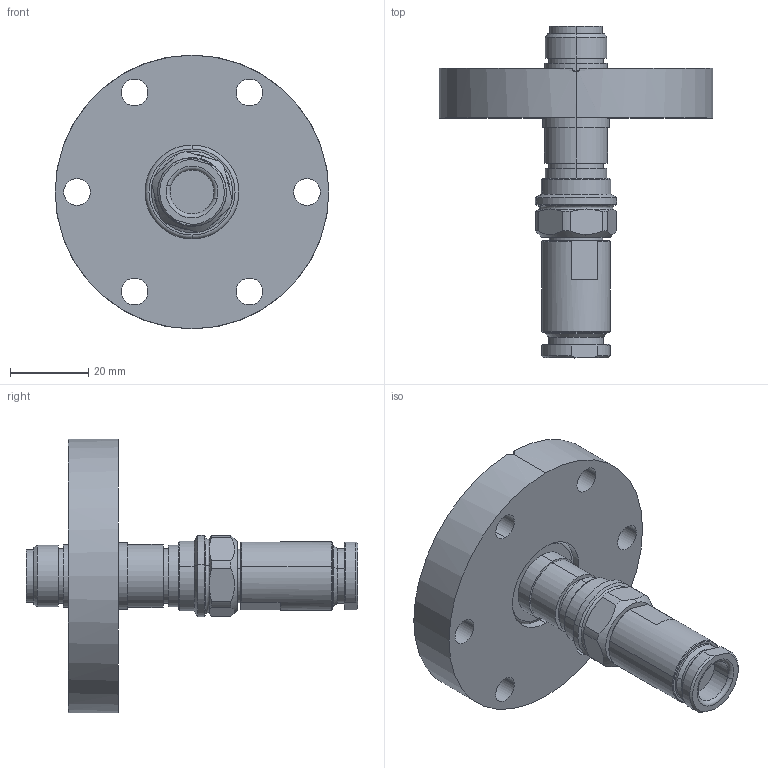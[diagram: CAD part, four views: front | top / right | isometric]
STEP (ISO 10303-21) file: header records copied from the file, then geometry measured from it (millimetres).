
FILE_DESCRIPTION (( 'STEP AP214' ), '1' );
FILE_NAME ('242-ND50-C40.step', '2025-02-18T20:49:10', ( '' ), ( '' ), 'SwSTEP 2.0', 'SolidWorks 2022', '' );
FILE_SCHEMA (( 'AUTOMOTIVE_DESIGN' ));
Length unit declared in the file: millimetre
Products named in the file (8): 9242-NDF50-1; 241-CON-N-RG213; 242-ND50-C40; 9242-NDF50-2; 9242-ND50-C40_DN40 CF; 242-ND50; 9242-ND50-4; 9242-NDF50-3
Assembly tree (7 placements, depth 3):
  242-ND50-C40
    9242-ND50-C40_DN40 CF
    242-ND50
      9242-NDF50-1
      9242-NDF50-2
      9242-NDF50-3
      9242-ND50-4
      241-CON-N-RG213
Bounding box: 69.9 x 84.76 x 69.9 mm (x, y, z)
Volume: 46180.1 mm3; surface area: 23294 mm2
Topology: 5 solids, 7 shells, 195 faces, 445 edges, 281 vertices
Faces by surface type: cylinder 92, cone 46, plane 45, torus 6, bspline 6
Entity records: 6115 total; most frequent: CARTESIAN_POINT 1285, DIRECTION 1040, ORIENTED_EDGE 880, AXIS2_PLACEMENT_3D 446, EDGE_CURVE 441, VERTEX_POINT 281, CIRCLE 245, EDGE_LOOP 237
